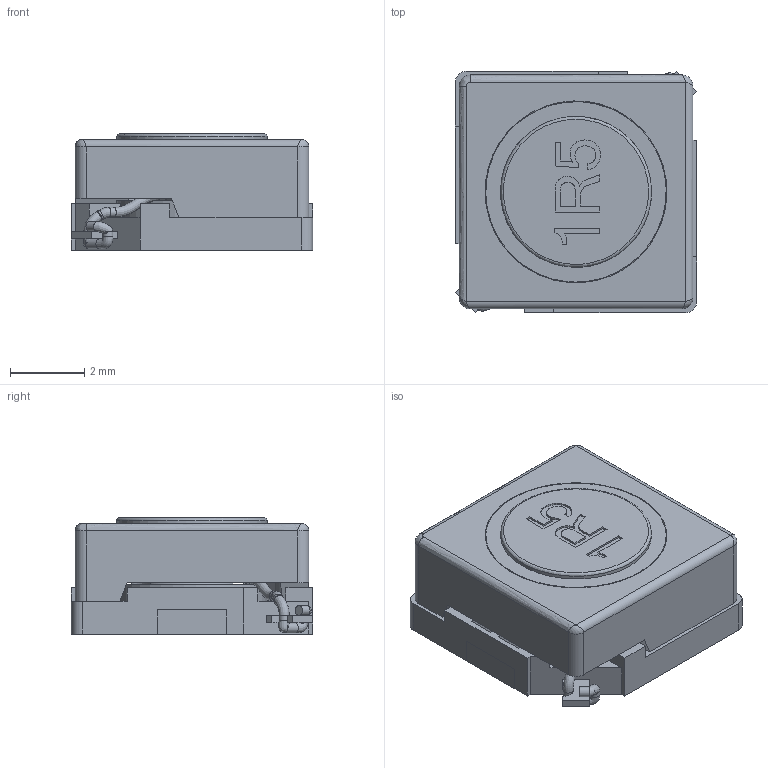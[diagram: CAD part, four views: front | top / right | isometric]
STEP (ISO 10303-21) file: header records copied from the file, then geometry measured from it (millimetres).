
FILE_DESCRIPTION( ('This file contains a STEP AP42 implementation' ,'as created by ZW3D STEP Interface translator.') ,'2;1' );
FILE_NAME( 'SS0603.stp' ,'19 410.1043 3', (''), ('ZWCAD Software Co.'), 'Version 1.0', 'ZW3D to STEP translator', '' );
FILE_SCHEMA( ('CONFIG_CONTROL_DESIGN') );
Length unit declared in the file: millimetre
Products named in the file (2): 0; SS0603
Bounding box: 6.5 x 6.5 x 3.13 mm (x, y, z)
Volume: 94.8 mm3; surface area: 382.5 mm2
Topology: 10 solids, 24 shells, 241 faces, 597 edges, 386 vertices
Faces by surface type: bspline 241
Entity records: 14420 total; most frequent: CARTESIAN_POINT 10550, ORIENTED_EDGE 1167, EDGE_CURVE 594, B_SPLINE_CURVE_WITH_KNOTS 446, VERTEX_POINT 386, EDGE_LOOP 259, FACE_OUTER_BOUND 241, ADVANCED_FACE 241
